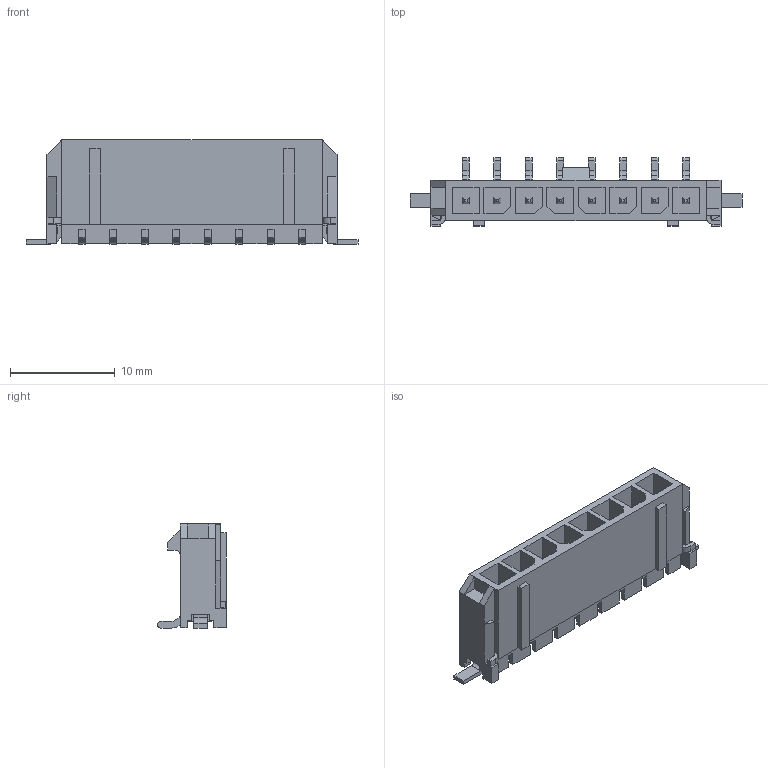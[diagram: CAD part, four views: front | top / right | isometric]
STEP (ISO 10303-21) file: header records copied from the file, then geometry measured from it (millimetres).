
FILE_DESCRIPTION((''),'2;1');
FILE_NAME('436500825','2013-12-20T',('me'),(''),'PRO/ENGINEER BY PARAMETRIC TECHNOLOGY CORPORATION, 2011490','PRO/ENGINEER BY PARAMETRIC TECHNOLOGY CORPORATION, 2011490','');
FILE_SCHEMA(('CONFIG_CONTROL_DESIGN'));
Length unit declared in the file: millimetre
Products named in the file (1): 436500825
Bounding box: 31.64 x 6.57 x 9.93 mm (x, y, z)
Volume: 653.1 mm3; surface area: 1661.6 mm2
Topology: 2 solids, 2 shells, 513 faces, 1410 edges, 918 vertices
Faces by surface type: plane 462, cylinder 51
Entity records: 15933 total; most frequent: CARTESIAN_POINT 2802, ORIENTED_EDGE 2740, DIRECTION 2572, EDGE_CURVE 1370, VECTOR 1276, LINE 1276, VERTEX_POINT 878, AXIS2_PLACEMENT_3D 648
